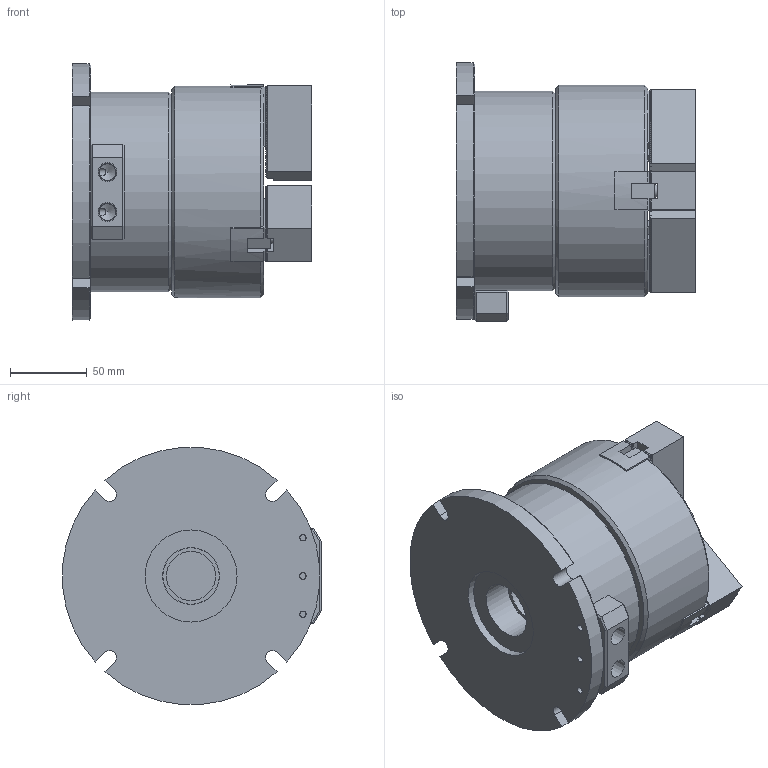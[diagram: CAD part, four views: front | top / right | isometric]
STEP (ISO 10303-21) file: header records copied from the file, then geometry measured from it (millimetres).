
FILE_DESCRIPTION (( 'STEP AP203' ), '1' );
FILE_NAME ('CF-VH2-3205.STEP', '2024-01-18T02:37:36', ( '' ), ( '' ), 'SwSTEP 2.0', 'SolidWorks 2020', '' );
FILE_SCHEMA (( 'CONFIG_CONTROL_DESIGN' ));
Length unit declared in the file: millimetre
Products named in the file (17): CF-3H-205-01010; 半圓頭六角孔螺栓_M4x8; CF-3H-205-02010; 圓頭內六角螺栓_M10x60; CF-VH2-05-01000; CF-3H-205-03010; 圓頭內六角螺栓_M8x20; CF-VH2-05-02000; CF-3H-205-07000; CF-VH2-05-04000; CF-VH2-05-03000; CF-3H-205-09000; CF-VH2-3205; VH-06-05000; CF-3H-204-04000(T型塊); 圓頭內六角螺栓_M5x25; SJ-05
Assembly tree (33 placements, depth 2):
  CF-VH2-3205
    CF-VH2-05-01000
    CF-VH2-05-02000
    CF-VH2-05-03000
    VH-06-05000
    圓頭內六角螺栓_M5x25  x3
    CF-3H-205-01010
    CF-3H-205-02010
    CF-3H-205-03010  x3
    CF-3H-205-07000
    CF-3H-205-09000
    CF-3H-204-04000(T型塊)  x3
    SJ-05  x3
    半圓頭六角孔螺栓_M4x8  x3
    圓頭內六角螺栓_M10x60  x3
    圓頭內六角螺栓_M8x20  x6
    CF-VH2-05-04000
Bounding box: 156.25 x 168.72 x 167.44 mm (x, y, z)
Volume: 1803202.2 mm3; surface area: 344582.4 mm2
Topology: 33 solids, 33 shells, 2325 faces, 6481 edges, 4264 vertices
Faces by surface type: plane 1651, cylinder 563, cone 108, torus 3
Full cylindrical faces by diameter (mm): 3.3 x3, 4 x3, 4.2 x3, 4.5 x3, 5 x9, 6 x3, 6.8 x6, 7.6 x3, 8 x9, 8.5 x8, 9 x6, 9.5 x3, 10 x3, 10.7 x2, 11 x3, 13 x6, 14 x6, 16 x3, 17 x3, 32 x1, 36.8 x1, 37 x2, 38.8 x1, 39 x2, 41 x2, 42 x2, 43 x1, 43.5 x1, 45 x1, 45.5 x1
Entity records: 30671 total; most frequent: CARTESIAN_POINT 6109, ORIENTED_EDGE 4746, DIRECTION 4292, EDGE_CURVE 2373, LINE 1696, VECTOR 1696, VERTEX_POINT 1627, AXIS2_PLACEMENT_3D 1298
